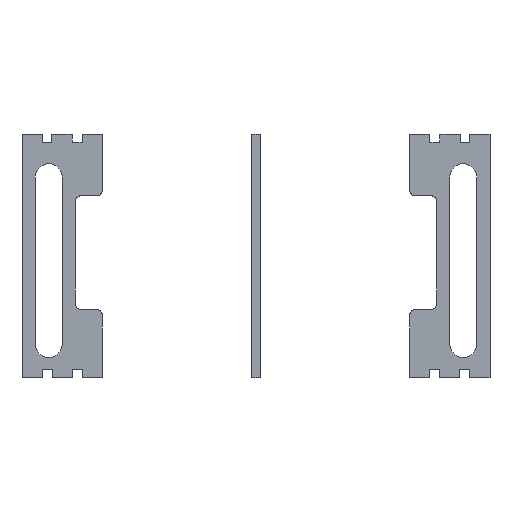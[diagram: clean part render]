
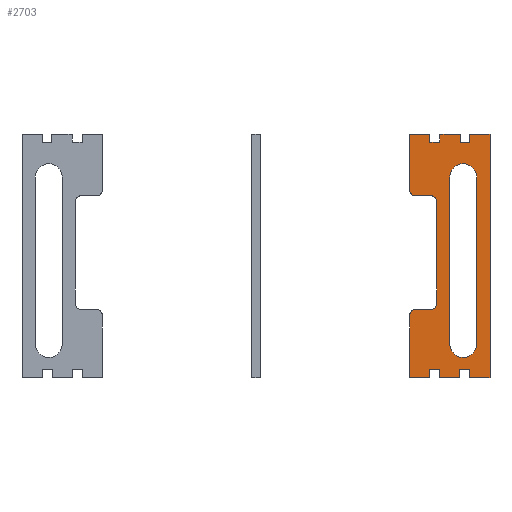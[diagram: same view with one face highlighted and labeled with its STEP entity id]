
A CAD part, front view. The second image highlights one B-rep face of the part: STEP entity #2703.
In plain terms, the highlighted planar face has unit normal (0, -1, 0).
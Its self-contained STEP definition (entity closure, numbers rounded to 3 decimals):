
#22=FACE_BOUND('',#313,.T.);
#56=PLANE('',#2870);
#175=FACE_OUTER_BOUND('',#312,.T.);
#312=EDGE_LOOP('',(#2016,#2017,#2018,#2019,#2020,#2021,#2022,#2023,#2024,
#2025,#2026,#2027,#2028,#2029,#2030,#2031,#2032,#2033,#2034,#2035,#2036,
#2037,#2038,#2039,#2040,#2041,#2042,#2043,#2044,#2045,#2046));
#313=EDGE_LOOP('',(#2047,#2048,#2049,#2050));
#451=LINE('',#3808,#803);
#456=LINE('',#3821,#808);
#459=LINE('',#3830,#811);
#460=LINE('',#3832,#812);
#463=LINE('',#3838,#815);
#466=LINE('',#3846,#818);
#468=LINE('',#3852,#820);
#470=LINE('',#3856,#822);
#472=LINE('',#3860,#824);
#475=LINE('',#3868,#827);
#477=LINE('',#3872,#829);
#479=LINE('',#3876,#831);
#481=LINE('',#3880,#833);
#483=LINE('',#3884,#835);
#485=LINE('',#3888,#837);
#487=LINE('',#3892,#839);
#488=LINE('',#3894,#840);
#490=LINE('',#3898,#842);
#492=LINE('',#3902,#844);
#494=LINE('',#3906,#846);
#496=LINE('',#3910,#848);
#498=LINE('',#3914,#850);
#500=LINE('',#3918,#852);
#502=LINE('',#3922,#854);
#504=LINE('',#3926,#856);
#506=LINE('',#3930,#858);
#508=LINE('',#3933,#860);
#509=LINE('',#3935,#861);
#803=VECTOR('',#3060,10.);
#808=VECTOR('',#3075,10.);
#811=VECTOR('',#3084,10.);
#812=VECTOR('',#3085,10.);
#815=VECTOR('',#3090,10.);
#818=VECTOR('',#3099,10.);
#820=VECTOR('',#3107,10.);
#822=VECTOR('',#3111,10.);
#824=VECTOR('',#3115,10.);
#827=VECTOR('',#3124,10.);
#829=VECTOR('',#3128,10.);
#831=VECTOR('',#3132,10.);
#833=VECTOR('',#3136,10.);
#835=VECTOR('',#3140,10.);
#837=VECTOR('',#3144,10.);
#839=VECTOR('',#3148,10.);
#840=VECTOR('',#3149,10.);
#842=VECTOR('',#3153,10.);
#844=VECTOR('',#3157,10.);
#846=VECTOR('',#3161,10.);
#848=VECTOR('',#3165,10.);
#850=VECTOR('',#3169,10.);
#852=VECTOR('',#3173,10.);
#854=VECTOR('',#3177,10.);
#856=VECTOR('',#3181,10.);
#858=VECTOR('',#3185,10.);
#860=VECTOR('',#3189,10.);
#861=VECTOR('',#3192,10.);
#1125=CIRCLE('',#2823,4.);
#1133=CIRCLE('',#2834,4.);
#1134=CIRCLE('',#2836,4.);
#1135=CIRCLE('',#2839,4.);
#1136=CIRCLE('',#2843,10.);
#1137=CIRCLE('',#2846,10.);
#1138=CIRCLE('',#2851,180.);
#1173=VERTEX_POINT('',#3730);
#1174=VERTEX_POINT('',#3731);
#1210=VERTEX_POINT('',#3807);
#1211=VERTEX_POINT('',#3811);
#1212=VERTEX_POINT('',#3815);
#1213=VERTEX_POINT('',#3817);
#1214=VERTEX_POINT('',#3823);
#1215=VERTEX_POINT('',#3824);
#1216=VERTEX_POINT('',#3829);
#1217=VERTEX_POINT('',#3831);
#1218=VERTEX_POINT('',#3835);
#1219=VERTEX_POINT('',#3837);
#1220=VERTEX_POINT('',#3841);
#1221=VERTEX_POINT('',#3845);
#1222=VERTEX_POINT('',#3851);
#1223=VERTEX_POINT('',#3855);
#1224=VERTEX_POINT('',#3859);
#1225=VERTEX_POINT('',#3863);
#1226=VERTEX_POINT('',#3867);
#1227=VERTEX_POINT('',#3871);
#1228=VERTEX_POINT('',#3875);
#1229=VERTEX_POINT('',#3879);
#1230=VERTEX_POINT('',#3883);
#1231=VERTEX_POINT('',#3887);
#1232=VERTEX_POINT('',#3891);
#1233=VERTEX_POINT('',#3893);
#1234=VERTEX_POINT('',#3897);
#1235=VERTEX_POINT('',#3901);
#1236=VERTEX_POINT('',#3905);
#1237=VERTEX_POINT('',#3909);
#1238=VERTEX_POINT('',#3913);
#1239=VERTEX_POINT('',#3917);
#1240=VERTEX_POINT('',#3921);
#1241=VERTEX_POINT('',#3925);
#1242=VERTEX_POINT('',#3929);
#1445=EDGE_CURVE('',#1173,#1174,#1125,.T.);
#1483=EDGE_CURVE('',#1210,#1174,#451,.T.);
#1485=EDGE_CURVE('',#1210,#1211,#1133,.T.);
#1488=EDGE_CURVE('',#1212,#1213,#1134,.T.);
#1490=EDGE_CURVE('',#1212,#1211,#456,.T.);
#1491=EDGE_CURVE('',#1214,#1215,#1135,.T.);
#1494=EDGE_CURVE('',#1216,#1215,#459,.T.);
#1495=EDGE_CURVE('',#1217,#1216,#460,.T.);
#1498=EDGE_CURVE('',#1219,#1218,#463,.T.);
#1500=EDGE_CURVE('',#1220,#1219,#1136,.T.);
#1502=EDGE_CURVE('',#1221,#1220,#466,.T.);
#1504=EDGE_CURVE('',#1218,#1221,#1137,.T.);
#1505=EDGE_CURVE('',#1222,#1217,#468,.T.);
#1507=EDGE_CURVE('',#1223,#1222,#470,.T.);
#1509=EDGE_CURVE('',#1224,#1223,#472,.T.);
#1511=EDGE_CURVE('',#1225,#1224,#1138,.T.);
#1513=EDGE_CURVE('',#1226,#1225,#475,.T.);
#1515=EDGE_CURVE('',#1227,#1226,#477,.T.);
#1517=EDGE_CURVE('',#1228,#1227,#479,.T.);
#1519=EDGE_CURVE('',#1229,#1228,#481,.T.);
#1521=EDGE_CURVE('',#1230,#1229,#483,.T.);
#1523=EDGE_CURVE('',#1231,#1230,#485,.T.);
#1525=EDGE_CURVE('',#1232,#1231,#487,.T.);
#1526=EDGE_CURVE('',#1233,#1232,#488,.T.);
#1528=EDGE_CURVE('',#1234,#1233,#490,.T.);
#1530=EDGE_CURVE('',#1235,#1234,#492,.T.);
#1532=EDGE_CURVE('',#1236,#1235,#494,.T.);
#1534=EDGE_CURVE('',#1237,#1236,#496,.T.);
#1536=EDGE_CURVE('',#1238,#1237,#498,.T.);
#1538=EDGE_CURVE('',#1239,#1238,#500,.T.);
#1540=EDGE_CURVE('',#1240,#1239,#502,.T.);
#1542=EDGE_CURVE('',#1241,#1240,#504,.T.);
#1544=EDGE_CURVE('',#1242,#1241,#506,.T.);
#1546=EDGE_CURVE('',#1173,#1242,#508,.T.);
#1547=EDGE_CURVE('',#1214,#1213,#509,.T.);
#2016=ORIENTED_EDGE('',*,*,#1445,.F.);
#2017=ORIENTED_EDGE('',*,*,#1546,.T.);
#2018=ORIENTED_EDGE('',*,*,#1544,.T.);
#2019=ORIENTED_EDGE('',*,*,#1542,.T.);
#2020=ORIENTED_EDGE('',*,*,#1540,.T.);
#2021=ORIENTED_EDGE('',*,*,#1538,.T.);
#2022=ORIENTED_EDGE('',*,*,#1536,.T.);
#2023=ORIENTED_EDGE('',*,*,#1534,.T.);
#2024=ORIENTED_EDGE('',*,*,#1532,.T.);
#2025=ORIENTED_EDGE('',*,*,#1530,.T.);
#2026=ORIENTED_EDGE('',*,*,#1528,.T.);
#2027=ORIENTED_EDGE('',*,*,#1526,.T.);
#2028=ORIENTED_EDGE('',*,*,#1525,.T.);
#2029=ORIENTED_EDGE('',*,*,#1523,.T.);
#2030=ORIENTED_EDGE('',*,*,#1521,.T.);
#2031=ORIENTED_EDGE('',*,*,#1519,.T.);
#2032=ORIENTED_EDGE('',*,*,#1517,.T.);
#2033=ORIENTED_EDGE('',*,*,#1515,.T.);
#2034=ORIENTED_EDGE('',*,*,#1513,.T.);
#2035=ORIENTED_EDGE('',*,*,#1511,.T.);
#2036=ORIENTED_EDGE('',*,*,#1509,.T.);
#2037=ORIENTED_EDGE('',*,*,#1507,.T.);
#2038=ORIENTED_EDGE('',*,*,#1505,.T.);
#2039=ORIENTED_EDGE('',*,*,#1495,.T.);
#2040=ORIENTED_EDGE('',*,*,#1494,.T.);
#2041=ORIENTED_EDGE('',*,*,#1491,.F.);
#2042=ORIENTED_EDGE('',*,*,#1547,.T.);
#2043=ORIENTED_EDGE('',*,*,#1488,.F.);
#2044=ORIENTED_EDGE('',*,*,#1490,.T.);
#2045=ORIENTED_EDGE('',*,*,#1485,.F.);
#2046=ORIENTED_EDGE('',*,*,#1483,.T.);
#2047=ORIENTED_EDGE('',*,*,#1504,.T.);
#2048=ORIENTED_EDGE('',*,*,#1502,.T.);
#2049=ORIENTED_EDGE('',*,*,#1500,.T.);
#2050=ORIENTED_EDGE('',*,*,#1498,.T.);
#2703=ADVANCED_FACE('',(#175,#22),#56,.F.);
#2823=AXIS2_PLACEMENT_3D('',#3732,#3010,#3011);
#2834=AXIS2_PLACEMENT_3D('',#3812,#3064,#3065);
#2836=AXIS2_PLACEMENT_3D('',#3818,#3070,#3071);
#2839=AXIS2_PLACEMENT_3D('',#3825,#3078,#3079);
#2843=AXIS2_PLACEMENT_3D('',#3842,#3094,#3095);
#2846=AXIS2_PLACEMENT_3D('',#3849,#3103,#3104);
#2851=AXIS2_PLACEMENT_3D('',#3864,#3119,#3120);
#2870=AXIS2_PLACEMENT_3D('',#3936,#3193,#3194);
#3010=DIRECTION('center_axis',(0.,1.,0.));
#3011=DIRECTION('ref_axis',(-0.707,0.,0.707));
#3060=DIRECTION('',(-1.,0.,0.));
#3064=DIRECTION('center_axis',(0.,-1.,0.));
#3065=DIRECTION('ref_axis',(0.707,0.,-0.707));
#3070=DIRECTION('center_axis',(0.,-1.,0.));
#3071=DIRECTION('ref_axis',(0.707,0.,0.707));
#3075=DIRECTION('',(0.,0.,-1.));
#3078=DIRECTION('center_axis',(0.,1.,0.));
#3079=DIRECTION('ref_axis',(-0.707,0.,-0.707));
#3084=DIRECTION('',(0.,0.,-1.));
#3085=DIRECTION('',(0.,0.,-1.));
#3090=DIRECTION('',(0.,0.,-1.));
#3094=DIRECTION('center_axis',(0.,1.,0.));
#3095=DIRECTION('ref_axis',(-1.,0.,0.));
#3099=DIRECTION('',(0.,0.,1.));
#3103=DIRECTION('center_axis',(0.,1.,0.));
#3104=DIRECTION('ref_axis',(1.,0.,0.));
#3107=DIRECTION('',(-1.,0.,0.));
#3111=DIRECTION('',(0.,0.,1.));
#3115=DIRECTION('',(-1.,0.,0.));
#3119=DIRECTION('center_axis',(0.,-1.,0.));
#3120=DIRECTION('ref_axis',(-1.,0.,0.));
#3124=DIRECTION('',(0.,0.,-1.));
#3128=DIRECTION('',(-1.,0.,0.));
#3132=DIRECTION('',(0.,0.,1.));
#3136=DIRECTION('',(-1.,0.,0.));
#3140=DIRECTION('',(0.,0.,-1.));
#3144=DIRECTION('',(-1.,0.,0.));
#3148=DIRECTION('',(0.,0.,1.));
#3149=DIRECTION('',(0.,0.,1.));
#3153=DIRECTION('',(1.,0.,0.));
#3157=DIRECTION('',(0.,0.,-1.));
#3161=DIRECTION('',(1.,0.,0.));
#3165=DIRECTION('',(0.,0.,1.));
#3169=DIRECTION('',(1.,0.,0.));
#3173=DIRECTION('',(0.,0.,-1.));
#3177=DIRECTION('',(1.,0.,0.));
#3181=DIRECTION('',(0.,0.,1.));
#3185=DIRECTION('',(1.,0.,0.));
#3189=DIRECTION('',(0.,0.,-1.));
#3192=DIRECTION('',(1.,0.,0.));
#3193=DIRECTION('center_axis',(0.,1.,0.));
#3194=DIRECTION('ref_axis',(-1.,0.,0.));
#3730=CARTESIAN_POINT('',(-60.,0.,47.));
#3731=CARTESIAN_POINT('',(-56.,0.,51.));
#3732=CARTESIAN_POINT('Origin',(-56.,0.,47.));
#3807=CARTESIAN_POINT('',(-44.,0.,51.));
#3808=CARTESIAN_POINT('',(-40.,0.,51.));
#3811=CARTESIAN_POINT('',(-40.,0.,55.));
#3812=CARTESIAN_POINT('Origin',(-44.,0.,55.));
#3815=CARTESIAN_POINT('',(-40.,0.,132.));
#3817=CARTESIAN_POINT('',(-44.,0.,136.));
#3818=CARTESIAN_POINT('Origin',(-44.,0.,132.));
#3821=CARTESIAN_POINT('',(-40.,0.,136.));
#3823=CARTESIAN_POINT('',(-56.,0.,136.));
#3824=CARTESIAN_POINT('',(-60.,0.,140.));
#3825=CARTESIAN_POINT('Origin',(-56.,0.,140.));
#3829=CARTESIAN_POINT('',(-60.,0.,176.));
#3830=CARTESIAN_POINT('',(-60.,0.,0.));
#3831=CARTESIAN_POINT('',(-60.,0.,182.));
#3832=CARTESIAN_POINT('',(-60.,0.,176.));
#3835=CARTESIAN_POINT('',(-10.,0.,25.));
#3837=CARTESIAN_POINT('',(-10.,0.,150.));
#3838=CARTESIAN_POINT('',(-10.,0.,150.));
#3841=CARTESIAN_POINT('',(-30.,0.,150.));
#3842=CARTESIAN_POINT('Origin',(-20.,0.,150.));
#3845=CARTESIAN_POINT('',(-30.,0.,25.));
#3846=CARTESIAN_POINT('',(-30.,0.,25.));
#3849=CARTESIAN_POINT('Origin',(-20.,0.,25.));
#3851=CARTESIAN_POINT('',(-45.,0.,182.));
#3852=CARTESIAN_POINT('',(-60.,0.,182.));
#3855=CARTESIAN_POINT('',(-45.,0.,176.));
#3856=CARTESIAN_POINT('',(-45.,0.,182.));
#3859=CARTESIAN_POINT('',(-37.736,0.,176.));
#3860=CARTESIAN_POINT('',(0.,0.,176.));
#3863=CARTESIAN_POINT('',(-37.5,0.,176.05));
#3864=CARTESIAN_POINT('Origin',(0.,0.,0.));
#3867=CARTESIAN_POINT('',(-37.5,0.,182.));
#3868=CARTESIAN_POINT('',(-37.5,0.,176.));
#3871=CARTESIAN_POINT('',(-22.,0.,182.));
#3872=CARTESIAN_POINT('',(-37.5,0.,182.));
#3875=CARTESIAN_POINT('',(-22.,0.,176.));
#3876=CARTESIAN_POINT('',(-22.,0.,182.));
#3879=CARTESIAN_POINT('',(-15.,0.,176.));
#3880=CARTESIAN_POINT('',(0.,0.,176.));
#3883=CARTESIAN_POINT('',(-15.,0.,182.));
#3884=CARTESIAN_POINT('',(-15.,0.,182.));
#3887=CARTESIAN_POINT('',(0.,0.,182.));
#3888=CARTESIAN_POINT('',(0.,0.,182.));
#3891=CARTESIAN_POINT('',(0.,0.,176.));
#3892=CARTESIAN_POINT('',(0.,0.,176.));
#3893=CARTESIAN_POINT('',(0.,0.,0.));
#3894=CARTESIAN_POINT('',(0.,0.,182.));
#3897=CARTESIAN_POINT('',(-15.,0.,0.));
#3898=CARTESIAN_POINT('',(0.,0.,0.));
#3901=CARTESIAN_POINT('',(-15.,0.,6.));
#3902=CARTESIAN_POINT('',(-15.,0.,0.));
#3905=CARTESIAN_POINT('',(-22.5,0.,6.));
#3906=CARTESIAN_POINT('',(-15.,0.,6.));
#3909=CARTESIAN_POINT('',(-22.5,0.,0.));
#3910=CARTESIAN_POINT('',(-22.5,0.,6.));
#3913=CARTESIAN_POINT('',(-37.5,0.,0.));
#3914=CARTESIAN_POINT('',(-37.5,0.,0.));
#3917=CARTESIAN_POINT('',(-37.5,0.,6.));
#3918=CARTESIAN_POINT('',(-37.5,0.,0.));
#3921=CARTESIAN_POINT('',(-45.,0.,6.));
#3922=CARTESIAN_POINT('',(-37.5,0.,6.));
#3925=CARTESIAN_POINT('',(-45.,0.,0.));
#3926=CARTESIAN_POINT('',(-45.,0.,6.));
#3929=CARTESIAN_POINT('',(-60.,0.,0.));
#3930=CARTESIAN_POINT('',(-60.,0.,0.));
#3933=CARTESIAN_POINT('',(-60.,0.,6.));
#3935=CARTESIAN_POINT('',(-60.,0.,136.));
#3936=CARTESIAN_POINT('Origin',(-30.,0.,91.));
